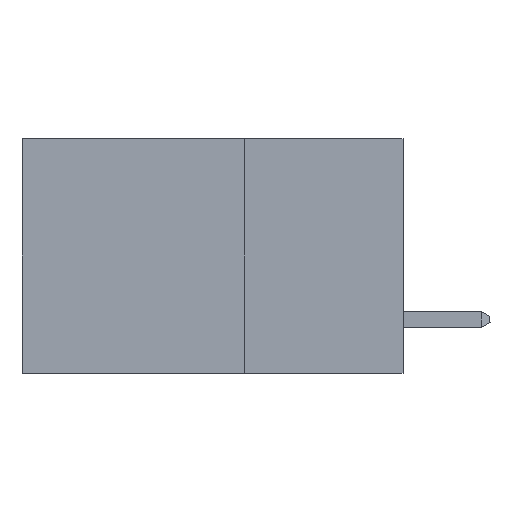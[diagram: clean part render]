
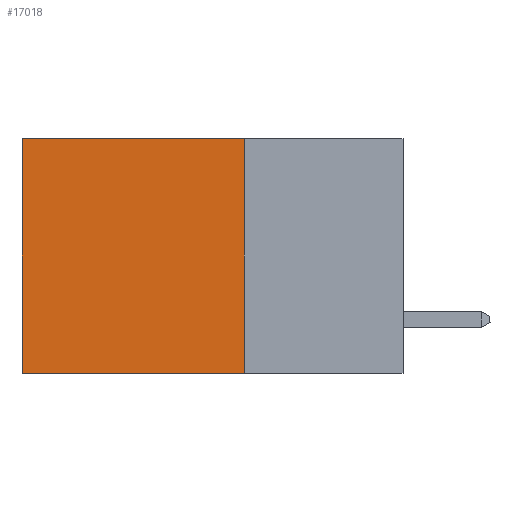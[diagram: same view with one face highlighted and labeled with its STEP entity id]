
A CAD part, left-side view. The second image highlights one B-rep face of the part: STEP entity #17018.
In plain terms, the highlighted planar face has unit normal (-1, 0, 0).
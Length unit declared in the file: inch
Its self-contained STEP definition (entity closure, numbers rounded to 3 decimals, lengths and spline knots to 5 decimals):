
#1136 = VECTOR ( 'NONE', #26006, 39.37008 ) ;
#1689 = VECTOR ( 'NONE', #18103, 39.37008 ) ;
#1795 = ORIENTED_EDGE ( 'NONE', *, *, #13644, .T. ) ;
#2075 = CARTESIAN_POINT ( 'NONE',  ( 0.2875, 0.6, -0.37 ) ) ;
#3931 = CARTESIAN_POINT ( 'NONE',  ( 0.2875, 0.6, 0. ) ) ;
#4359 = DIRECTION ( 'NONE',  ( 0., 0., -1. ) ) ;
#4535 = DIRECTION ( 'NONE',  ( 1., 0., 0. ) ) ;
#5904 = VERTEX_POINT ( 'NONE', #12909 ) ;
#6617 = LINE ( 'NONE', #9536, #1136 ) ;
#6803 = PLANE ( 'NONE',  #19580 ) ;
#8327 = DIRECTION ( 'NONE',  ( 0., 1., 0. ) ) ;
#8338 = VERTEX_POINT ( 'NONE', #10712 ) ;
#8948 = VECTOR ( 'NONE', #15396, 39.37008 ) ;
#9158 = FACE_OUTER_BOUND ( 'NONE', #20582, .T. ) ;
#9536 = CARTESIAN_POINT ( 'NONE',  ( 0.2875, 0.25, -0.37 ) ) ;
#10027 = LINE ( 'NONE', #22632, #8948 ) ;
#10712 = CARTESIAN_POINT ( 'NONE',  ( 0.2875, 0.6, 0. ) ) ;
#12571 = ORIENTED_EDGE ( 'NONE', *, *, #27428, .T. ) ;
#12909 = CARTESIAN_POINT ( 'NONE',  ( 0.2875, 0.25, 0. ) ) ;
#12955 = CARTESIAN_POINT ( 'NONE',  ( 0.2875, 0.25, 0. ) ) ;
#13644 = EDGE_CURVE ( 'NONE', #8338, #28786, #19680, .T. ) ;
#15396 = DIRECTION ( 'NONE',  ( 0., 0., -1. ) ) ;
#16557 = EDGE_CURVE ( 'NONE', #26286, #28786, #6617, .T. ) ;
#17018 = ADVANCED_FACE ( 'NONE', ( #9158 ), #6803, .F. ) ;
#17786 = CARTESIAN_POINT ( 'NONE',  ( 0.2875, 0.25, -0.37 ) ) ;
#18103 = DIRECTION ( 'NONE',  ( 0., 0., -1. ) ) ;
#18334 = CARTESIAN_POINT ( 'NONE',  ( 0.2875, 0.25, 0. ) ) ;
#19580 = AXIS2_PLACEMENT_3D ( 'NONE', #18334, #4535, #4359 ) ;
#19680 = LINE ( 'NONE', #3931, #1689 ) ;
#19744 = VECTOR ( 'NONE', #8327, 39.37008 ) ;
#20101 = ORIENTED_EDGE ( 'NONE', *, *, #16557, .F. ) ;
#20582 = EDGE_LOOP ( 'NONE', ( #1795, #20101, #27945, #12571 ) ) ;
#22632 = CARTESIAN_POINT ( 'NONE',  ( 0.2875, 0.25, 0. ) ) ;
#26001 = LINE ( 'NONE', #12955, #19744 ) ;
#26006 = DIRECTION ( 'NONE',  ( 0., 1., 0. ) ) ;
#26286 = VERTEX_POINT ( 'NONE', #17786 ) ;
#27428 = EDGE_CURVE ( 'NONE', #5904, #8338, #26001, .T. ) ;
#27945 = ORIENTED_EDGE ( 'NONE', *, *, #29245, .F. ) ;
#28786 = VERTEX_POINT ( 'NONE', #2075 ) ;
#29245 = EDGE_CURVE ( 'NONE', #5904, #26286, #10027, .T. ) ;
